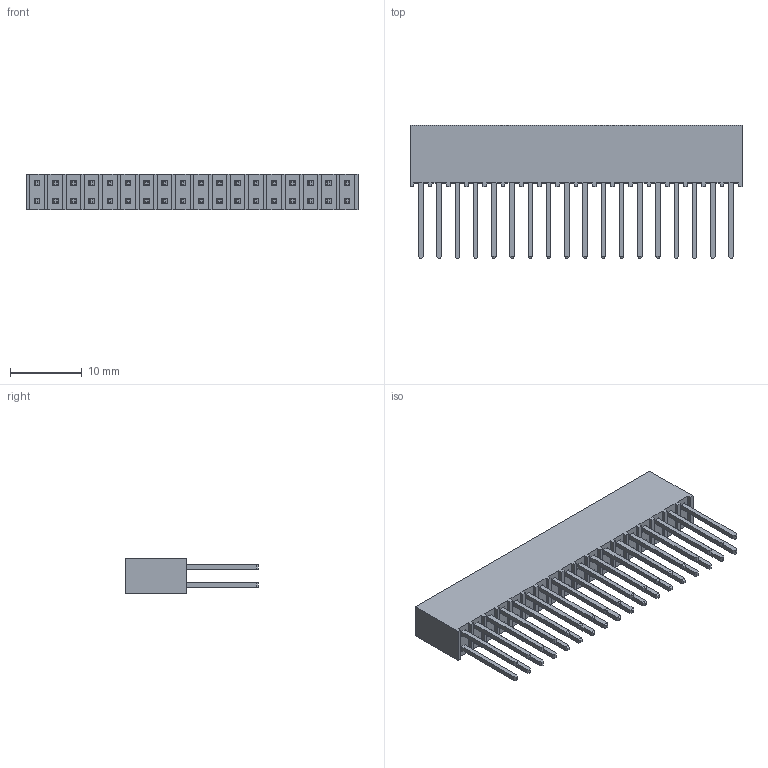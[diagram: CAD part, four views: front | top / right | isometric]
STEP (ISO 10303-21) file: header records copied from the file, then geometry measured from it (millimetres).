
FILE_DESCRIPTION( ( 'STEP AP214' ), '1' );
FILE_NAME( 'SSQ-118-03-T-D.stp', '2021-02-21T05:56:34', ( 'License CC BY-ND 4.0' ), ( 'CADENAS' ), ' ', 'PARTsolutions', ' ' );
FILE_SCHEMA( ( 'AUTOMOTIVE_DESIGN { 1 0 10303 214 1 1 1 1 }' ) );
Length unit declared in the file: inch
Products named in the file (3): SSQ-118-03-T-D; _T1SSQ-118-03-T-D; _P2SSQ-118-03-T-D
Assembly tree (2 placements, depth 2):
  SSQ-118-03-T-D
    _T1SSQ-118-03-T-D
    _P2SSQ-118-03-T-D
Bounding box: 46.23 x 18.52 x 4.95 mm (x, y, z)
Volume: 1855.4 mm3; surface area: 3573.3 mm2
Topology: 2 solids, 2 shells, 520 faces, 1440 edges, 960 vertices
Faces by surface type: plane 520
Entity records: 20602 total; most frequent: CARTESIAN_POINT 2923, ORIENTED_EDGE 2880, DIRECTION 2486, EDGE_CURVE 1440, LINE 1440, VECTOR 1440, VERTEX_POINT 960, EDGE_LOOP 628
